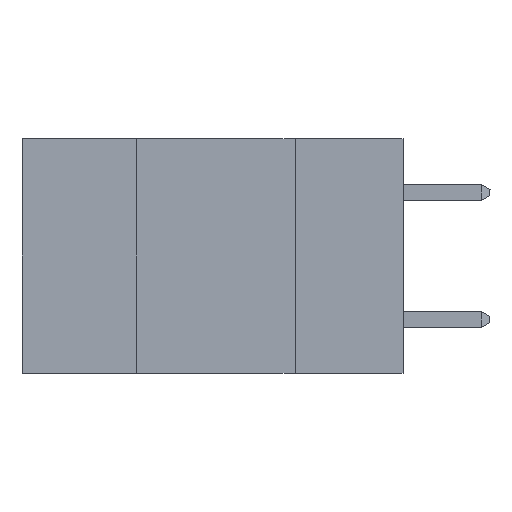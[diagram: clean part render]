
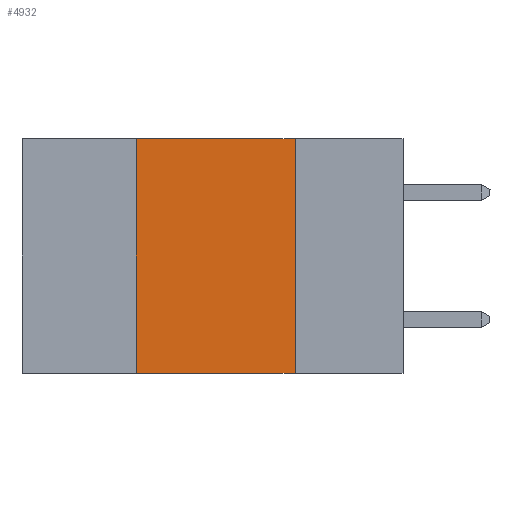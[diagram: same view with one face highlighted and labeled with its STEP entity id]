
A CAD part, left-side view. The second image highlights one B-rep face of the part: STEP entity #4932.
In plain terms, the highlighted planar face has unit normal (-1, 0, 0).
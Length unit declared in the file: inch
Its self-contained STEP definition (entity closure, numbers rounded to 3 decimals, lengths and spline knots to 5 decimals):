
#525 = VECTOR ( 'NONE', #11467, 39.37008 ) ;
#701 = CARTESIAN_POINT ( 'NONE',  ( 0., 0.6, -0.37 ) ) ;
#1296 = EDGE_CURVE ( 'NONE', #11447, #10934, #2272, .T. ) ;
#1953 = VECTOR ( 'NONE', #4080, 39.37008 ) ;
#2272 = LINE ( 'NONE', #3477, #1953 ) ;
#2369 = LINE ( 'NONE', #8852, #6569 ) ;
#3317 = ORIENTED_EDGE ( 'NONE', *, *, #8447, .F. ) ;
#3477 = CARTESIAN_POINT ( 'NONE',  ( 0., 0.17, 0. ) ) ;
#3488 = AXIS2_PLACEMENT_3D ( 'NONE', #7186, #10890, #3925 ) ;
#3507 = CARTESIAN_POINT ( 'NONE',  ( 0., 0.42, -0.37 ) ) ;
#3925 = DIRECTION ( 'NONE',  ( 0., 0., -1. ) ) ;
#4080 = DIRECTION ( 'NONE',  ( 0., 0., -1. ) ) ;
#4376 = LINE ( 'NONE', #11508, #6467 ) ;
#4620 = VERTEX_POINT ( 'NONE', #3507 ) ;
#4932 = ADVANCED_FACE ( 'NONE', ( #6112 ), #5260, .F. ) ;
#5062 = EDGE_LOOP ( 'NONE', ( #5911, #8091, #3317, #9029 ) ) ;
#5137 = DIRECTION ( 'NONE',  ( 0., 0., 1. ) ) ;
#5260 = PLANE ( 'NONE',  #3488 ) ;
#5304 = LINE ( 'NONE', #701, #525 ) ;
#5911 = ORIENTED_EDGE ( 'NONE', *, *, #1296, .F. ) ;
#6112 = FACE_OUTER_BOUND ( 'NONE', #5062, .T. ) ;
#6467 = VECTOR ( 'NONE', #5137, 39.37008 ) ;
#6569 = VECTOR ( 'NONE', #8764, 39.37008 ) ;
#6733 = CARTESIAN_POINT ( 'NONE',  ( 0., 0.17, 0. ) ) ;
#6871 = CARTESIAN_POINT ( 'NONE',  ( 0., 0.17, -0.37 ) ) ;
#7186 = CARTESIAN_POINT ( 'NONE',  ( 0., 0.6, 0. ) ) ;
#8091 = ORIENTED_EDGE ( 'NONE', *, *, #10472, .F. ) ;
#8447 = EDGE_CURVE ( 'NONE', #4620, #10849, #4376, .T. ) ;
#8764 = DIRECTION ( 'NONE',  ( 0., -1., 0. ) ) ;
#8852 = CARTESIAN_POINT ( 'NONE',  ( 0., 0.6, 0. ) ) ;
#9029 = ORIENTED_EDGE ( 'NONE', *, *, #9814, .T. ) ;
#9261 = CARTESIAN_POINT ( 'NONE',  ( 0., 0.42, 0. ) ) ;
#9814 = EDGE_CURVE ( 'NONE', #4620, #10934, #5304, .T. ) ;
#10472 = EDGE_CURVE ( 'NONE', #10849, #11447, #2369, .T. ) ;
#10849 = VERTEX_POINT ( 'NONE', #9261 ) ;
#10890 = DIRECTION ( 'NONE',  ( 1., 0., 0. ) ) ;
#10934 = VERTEX_POINT ( 'NONE', #6871 ) ;
#11447 = VERTEX_POINT ( 'NONE', #6733 ) ;
#11467 = DIRECTION ( 'NONE',  ( 0., -1., 0. ) ) ;
#11508 = CARTESIAN_POINT ( 'NONE',  ( 0., 0.42, 0. ) ) ;
